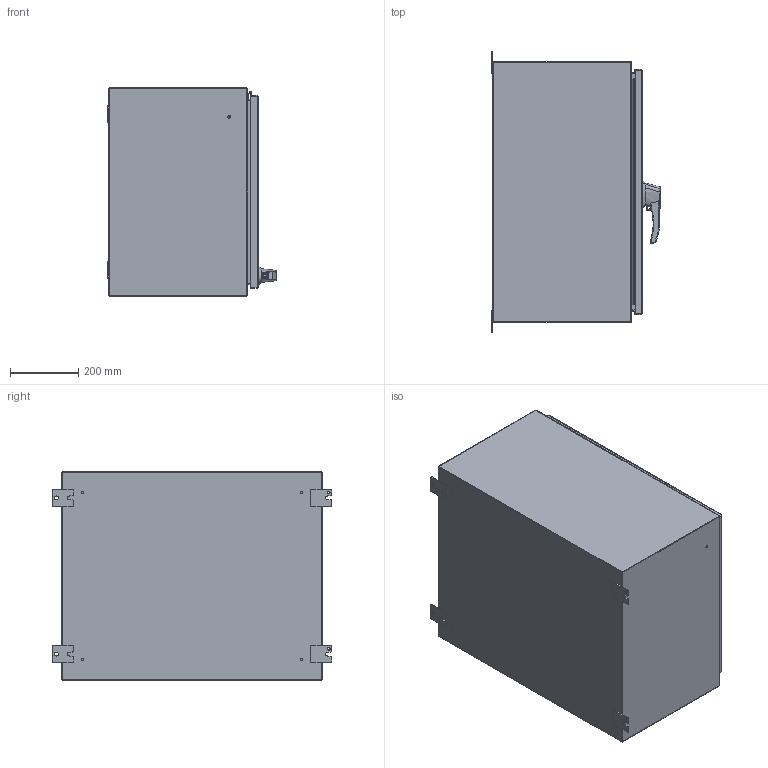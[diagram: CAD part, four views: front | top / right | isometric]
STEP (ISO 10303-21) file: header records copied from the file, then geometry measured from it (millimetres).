
FILE_DESCRIPTION (( 'STEP AP214' ), '1' );
FILE_NAME ('HW302416S16HK.STEP', '2019-08-12T21:05:58', ( '' ), ( '' ), 'SwSTEP 2.0', 'SolidWorks 2018', '' );
FILE_SCHEMA (( 'AUTOMOTIVE_DESIGN' ));
Length unit declared in the file: inch
Products named in the file (1): HW302416S16HK
Bounding box: 494.03 x 819.15 x 609.6 mm (x, y, z)
Volume: 4608271.4 mm3; surface area: 4780048.1 mm2
Topology: 44 solids, 45 shells, 1422 faces, 3583 edges, 2286 vertices
Faces by surface type: plane 675, cylinder 603, bspline 103, cone 41
Entity records: 100254 total; most frequent: CARTESIAN_POINT 47701, ORIENTED_EDGE 7150, DIRECTION 6780, EDGE_CURVE 3575, AXIS2_PLACEMENT_3D 2366, VERTEX_POINT 2286, VECTOR 2048, LINE 2048
